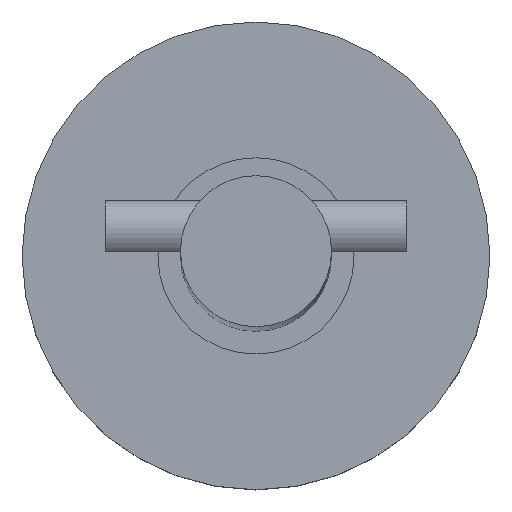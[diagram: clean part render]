
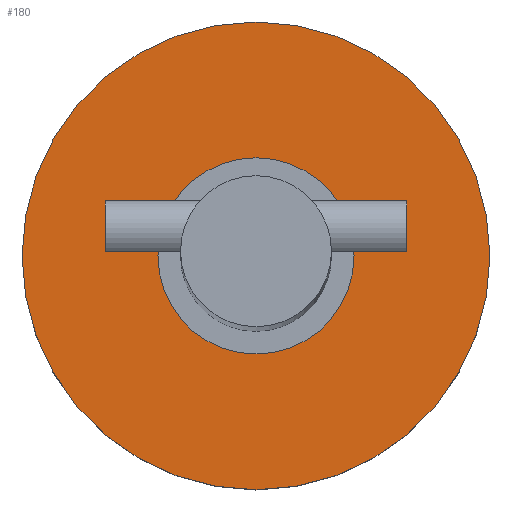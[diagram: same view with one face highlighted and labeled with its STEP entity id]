
A CAD part, top view. The second image highlights one B-rep face of the part: STEP entity #180.
In plain terms, the highlighted planar face has unit normal (0, 0, 1).
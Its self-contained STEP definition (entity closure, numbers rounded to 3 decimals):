
#4 = CARTESIAN_POINT ( 'NONE',  ( -3.25, 0., 2. ) ) ;
#49 = DIRECTION ( 'NONE',  ( 1., 0., 0. ) ) ;
#67 = DIRECTION ( 'NONE',  ( 1., 0., 0. ) ) ;
#73 = DIRECTION ( 'NONE',  ( 1., 0., 0. ) ) ;
#127 = EDGE_LOOP ( 'NONE', ( #156, #368 ) ) ;
#143 = ORIENTED_EDGE ( 'NONE', *, *, #722, .T. ) ;
#148 = EDGE_CURVE ( 'NONE', #485, #511, #366, .T. ) ;
#156 = ORIENTED_EDGE ( 'NONE', *, *, #148, .F. ) ;
#160 = DIRECTION ( 'NONE',  ( 1., 0., 0. ) ) ;
#180 = ADVANCED_FACE ( 'NONE', ( #206, #656 ), #515, .T. ) ;
#191 = CIRCLE ( 'NONE', #433, 7.75 ) ;
#202 = AXIS2_PLACEMENT_3D ( 'NONE', #863, #214, #73 ) ;
#206 = FACE_OUTER_BOUND ( 'NONE', #545, .T. ) ;
#214 = DIRECTION ( 'NONE',  ( 0., 0., 1. ) ) ;
#252 = AXIS2_PLACEMENT_3D ( 'NONE', #772, #701, #918 ) ;
#273 = CARTESIAN_POINT ( 'NONE',  ( 3.25, 0., 2. ) ) ;
#283 = VERTEX_POINT ( 'NONE', #391 ) ;
#343 = CARTESIAN_POINT ( 'NONE',  ( 0., 0., 2. ) ) ;
#349 = ORIENTED_EDGE ( 'NONE', *, *, #364, .T. ) ;
#364 = EDGE_CURVE ( 'NONE', #283, #585, #191, .T. ) ;
#366 = CIRCLE ( 'NONE', #769, 3.25 ) ;
#368 = ORIENTED_EDGE ( 'NONE', *, *, #672, .F. ) ;
#391 = CARTESIAN_POINT ( 'NONE',  ( -7.75, 0., 2. ) ) ;
#425 = AXIS2_PLACEMENT_3D ( 'NONE', #463, #754, #160 ) ;
#433 = AXIS2_PLACEMENT_3D ( 'NONE', #343, #770, #49 ) ;
#463 = CARTESIAN_POINT ( 'NONE',  ( 0., 0., 2. ) ) ;
#485 = VERTEX_POINT ( 'NONE', #4 ) ;
#511 = VERTEX_POINT ( 'NONE', #273 ) ;
#515 = PLANE ( 'NONE',  #202 ) ;
#526 = DIRECTION ( 'NONE',  ( 0., 0., 1. ) ) ;
#545 = EDGE_LOOP ( 'NONE', ( #349, #143 ) ) ;
#585 = VERTEX_POINT ( 'NONE', #870 ) ;
#656 = FACE_BOUND ( 'NONE', #127, .T. ) ;
#672 = EDGE_CURVE ( 'NONE', #511, #485, #773, .T. ) ;
#677 = CIRCLE ( 'NONE', #252, 7.75 ) ;
#701 = DIRECTION ( 'NONE',  ( 0., 0., 1. ) ) ;
#722 = EDGE_CURVE ( 'NONE', #585, #283, #677, .T. ) ;
#754 = DIRECTION ( 'NONE',  ( 0., 0., 1. ) ) ;
#769 = AXIS2_PLACEMENT_3D ( 'NONE', #860, #526, #67 ) ;
#770 = DIRECTION ( 'NONE',  ( 0., 0., 1. ) ) ;
#772 = CARTESIAN_POINT ( 'NONE',  ( 0., 0., 2. ) ) ;
#773 = CIRCLE ( 'NONE', #425, 3.25 ) ;
#860 = CARTESIAN_POINT ( 'NONE',  ( 0., 0., 2. ) ) ;
#863 = CARTESIAN_POINT ( 'NONE',  ( 0., 0., 2. ) ) ;
#870 = CARTESIAN_POINT ( 'NONE',  ( 7.75, 0., 2. ) ) ;
#918 = DIRECTION ( 'NONE',  ( 1., 0., 0. ) ) ;
